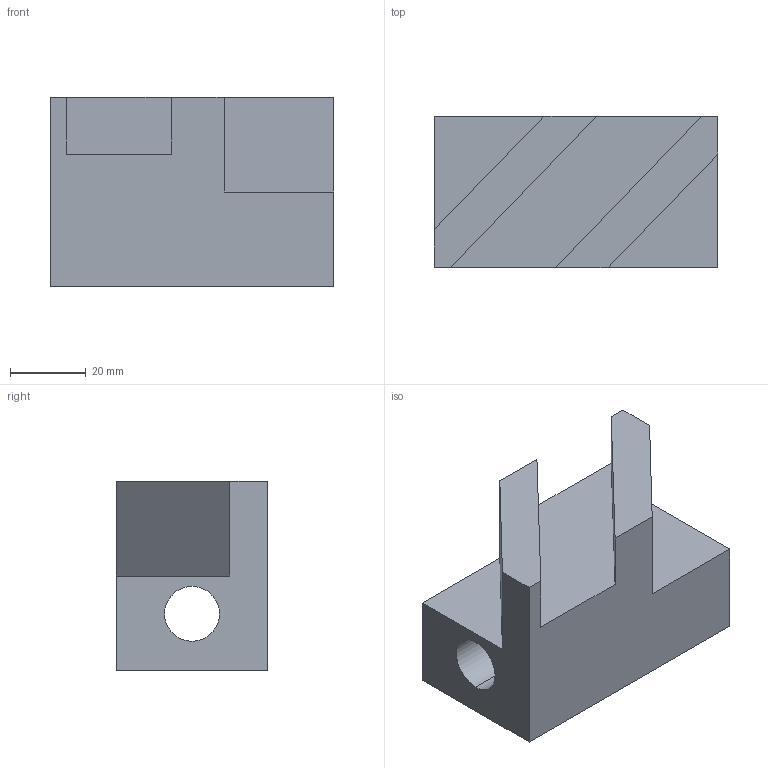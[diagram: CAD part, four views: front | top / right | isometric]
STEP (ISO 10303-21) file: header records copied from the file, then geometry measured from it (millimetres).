
FILE_DESCRIPTION (( 'STEP AP203' ), '1' );
FILE_NAME ('aufnahme45.STEP', '2013-06-06T13:35:17', ( '' ), ( '' ), 'SwSTEP 2.0', 'SolidWorks 2007', '' );
FILE_SCHEMA (( 'CONFIG_CONTROL_DESIGN' ));
Length unit declared in the file: millimetre
Products named in the file (1): aufnahme45
Bounding box: 75 x 40 x 50 mm (x, y, z)
Volume: 95883.2 mm3; surface area: 21246.6 mm2
Topology: 1 solids, 1 shells, 27 faces, 68 edges, 44 vertices
Faces by surface type: plane 23, cylinder 4
Entity records: 883 total; most frequent: CARTESIAN_POINT 140, ORIENTED_EDGE 136, DIRECTION 132, EDGE_CURVE 68, VECTOR 60, LINE 60, VERTEX_POINT 44, AXIS2_PLACEMENT_3D 36
